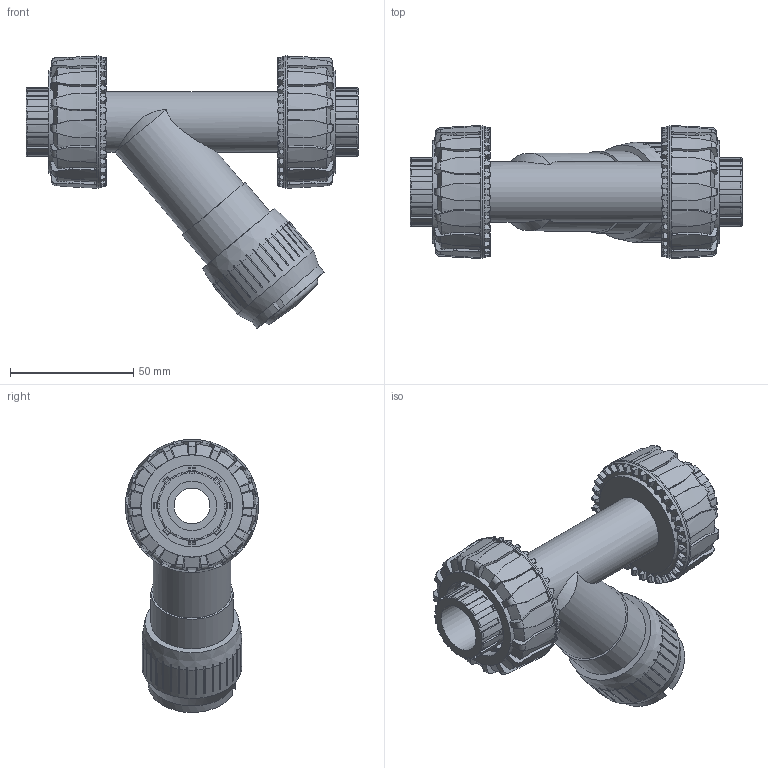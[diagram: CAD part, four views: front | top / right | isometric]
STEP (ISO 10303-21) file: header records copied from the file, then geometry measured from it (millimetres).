
FILE_DESCRIPTION(/* description */ (''),/* implementation_level */ '2;1');
FILE_NAME(/* name */ 'RVUIT020E.iam.stp',/* time_stamp */ '2014-06-09T12:13:25+02:00',/* author */ ('bfaro'),/* organization */ (''),/* preprocessor_version */ 'ST-DEVELOPER v15.6',/* originating_system */ 'Autodesk Inventor 2015',/* authorisation */ '');
FILE_SCHEMA (('AUTOMOTIVE_DESIGN { 1 0 10303 214 3 1 1 }'));
Length unit declared in the file: millimetre
Products named in the file (5): cassa RVU-T 20; CoperchioRV 16-20; ENDIV020; NTVKD020V; RVUIT020E
Bounding box: 134.5 x 53.9 x 110.61 mm (x, y, z)
Volume: 171438.1 mm3; surface area: 62040.3 mm2
Topology: 6 solids, 6 shells, 1429 faces, 4016 edges, 2610 vertices
Faces by surface type: plane 719, cylinder 364, cone 266, torus 79, sphere 1
Full cylindrical faces by diameter (mm): 14.5 x2, 15 x1, 20 x2, 21 x1, 24.5 x1, 27.4 x1, 28 x2, 31.6 x1, 33.249 x1, 36.8 x2, 37.8 x2, 40.5 x1, 41.1 x2, 43 x2, 53.9 x2
Entity records: 28046 total; most frequent: CARTESIAN_POINT 7683, ORIENTED_EDGE 4438, DIRECTION 4200, EDGE_CURVE 2219, AXIS2_PLACEMENT_3D 1629, VERTEX_POINT 1456, LINE 942, VECTOR 942
